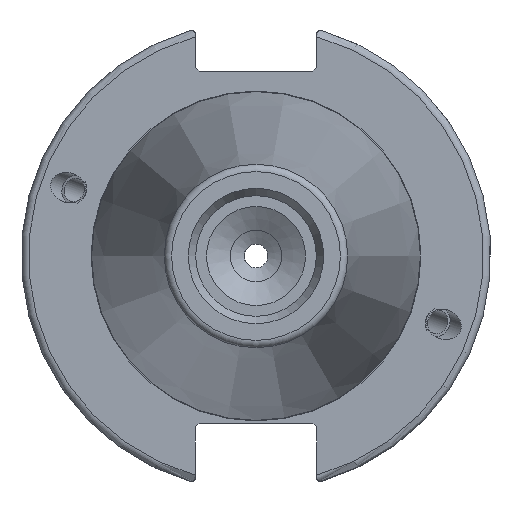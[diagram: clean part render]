
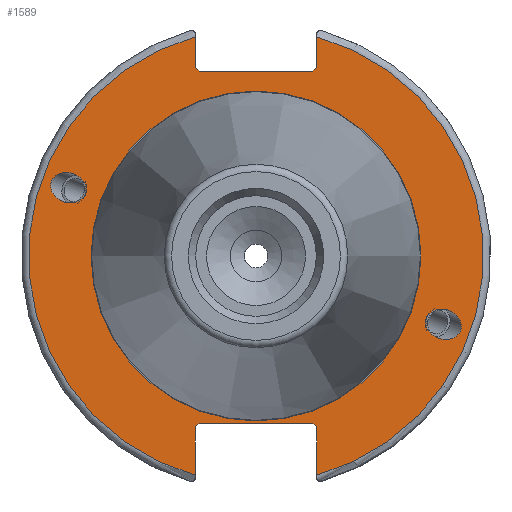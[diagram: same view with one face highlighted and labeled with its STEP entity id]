
A CAD part, left-side view. The second image highlights one B-rep face of the part: STEP entity #1589.
In plain terms, the highlighted planar face has unit normal (-1, 0, 0).
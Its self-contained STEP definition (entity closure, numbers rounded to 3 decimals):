
#39=ELLIPSE('',#1724,2.442,2.);
#48=ELLIPSE('',#1767,2.442,2.);
#149=LINE('',#2894,#243);
#150=LINE('',#2896,#244);
#151=LINE('',#2898,#245);
#152=LINE('',#2900,#246);
#153=LINE('',#2902,#247);
#154=LINE('',#2906,#248);
#155=LINE('',#2908,#249);
#156=LINE('',#2910,#250);
#157=LINE('',#2912,#251);
#158=LINE('',#2913,#252);
#243=VECTOR('',#2128,10.);
#244=VECTOR('',#2129,10.);
#245=VECTOR('',#2130,10.);
#246=VECTOR('',#2131,10.);
#247=VECTOR('',#2132,10.);
#248=VECTOR('',#2135,10.);
#249=VECTOR('',#2136,10.);
#250=VECTOR('',#2137,10.);
#251=VECTOR('',#2138,10.);
#252=VECTOR('',#2139,10.);
#328=FACE_BOUND('',#513,.T.);
#329=FACE_BOUND('',#514,.T.);
#330=FACE_BOUND('',#515,.T.);
#344=PLANE('',#1773);
#413=FACE_OUTER_BOUND('',#512,.T.);
#512=EDGE_LOOP('',(#1296,#1297,#1298,#1299,#1300,#1301,#1302,#1303,#1304,
#1305,#1306,#1307));
#513=EDGE_LOOP('',(#1308));
#514=EDGE_LOOP('',(#1309));
#515=EDGE_LOOP('',(#1310));
#615=CIRCLE('',#1771,22.3);
#617=CIRCLE('',#1774,30.75);
#618=CIRCLE('',#1775,30.75);
#706=VERTEX_POINT('',#2695);
#746=VERTEX_POINT('',#2878);
#749=VERTEX_POINT('',#2885);
#750=VERTEX_POINT('',#2890);
#751=VERTEX_POINT('',#2891);
#752=VERTEX_POINT('',#2893);
#753=VERTEX_POINT('',#2895);
#754=VERTEX_POINT('',#2897);
#755=VERTEX_POINT('',#2899);
#756=VERTEX_POINT('',#2901);
#757=VERTEX_POINT('',#2903);
#758=VERTEX_POINT('',#2905);
#759=VERTEX_POINT('',#2907);
#760=VERTEX_POINT('',#2909);
#761=VERTEX_POINT('',#2911);
#890=EDGE_CURVE('',#706,#706,#39,.T.);
#946=EDGE_CURVE('',#746,#746,#48,.T.);
#949=EDGE_CURVE('',#749,#749,#615,.T.);
#951=EDGE_CURVE('',#750,#751,#617,.T.);
#952=EDGE_CURVE('',#750,#752,#149,.T.);
#953=EDGE_CURVE('',#753,#752,#150,.T.);
#954=EDGE_CURVE('',#753,#754,#151,.T.);
#955=EDGE_CURVE('',#755,#754,#152,.T.);
#956=EDGE_CURVE('',#755,#756,#153,.T.);
#957=EDGE_CURVE('',#757,#756,#618,.T.);
#958=EDGE_CURVE('',#757,#758,#154,.T.);
#959=EDGE_CURVE('',#759,#758,#155,.T.);
#960=EDGE_CURVE('',#759,#760,#156,.T.);
#961=EDGE_CURVE('',#761,#760,#157,.T.);
#962=EDGE_CURVE('',#761,#751,#158,.T.);
#1296=ORIENTED_EDGE('',*,*,#951,.F.);
#1297=ORIENTED_EDGE('',*,*,#952,.T.);
#1298=ORIENTED_EDGE('',*,*,#953,.F.);
#1299=ORIENTED_EDGE('',*,*,#954,.T.);
#1300=ORIENTED_EDGE('',*,*,#955,.F.);
#1301=ORIENTED_EDGE('',*,*,#956,.T.);
#1302=ORIENTED_EDGE('',*,*,#957,.F.);
#1303=ORIENTED_EDGE('',*,*,#958,.T.);
#1304=ORIENTED_EDGE('',*,*,#959,.F.);
#1305=ORIENTED_EDGE('',*,*,#960,.T.);
#1306=ORIENTED_EDGE('',*,*,#961,.F.);
#1307=ORIENTED_EDGE('',*,*,#962,.T.);
#1308=ORIENTED_EDGE('',*,*,#890,.T.);
#1309=ORIENTED_EDGE('',*,*,#946,.T.);
#1310=ORIENTED_EDGE('',*,*,#949,.F.);
#1589=ADVANCED_FACE('',(#413,#328,#329,#330),#344,.T.);
#1724=AXIS2_PLACEMENT_3D('',#2697,#2009,#2010);
#1767=AXIS2_PLACEMENT_3D('',#2880,#2112,#2113);
#1771=AXIS2_PLACEMENT_3D('',#2887,#2120,#2121);
#1773=AXIS2_PLACEMENT_3D('',#2889,#2124,#2125);
#1774=AXIS2_PLACEMENT_3D('',#2892,#2126,#2127);
#1775=AXIS2_PLACEMENT_3D('',#2904,#2133,#2134);
#2009=DIRECTION('center_axis',(1.,0.,0.));
#2010=DIRECTION('ref_axis',(0.,-0.94,-0.342));
#2112=DIRECTION('center_axis',(1.,0.,0.));
#2113=DIRECTION('ref_axis',(0.,0.94,0.342));
#2120=DIRECTION('center_axis',(-1.,0.,0.));
#2121=DIRECTION('ref_axis',(0.,-1.,0.));
#2124=DIRECTION('center_axis',(-1.,0.,0.));
#2125=DIRECTION('ref_axis',(0.,0.,1.));
#2126=DIRECTION('center_axis',(1.,0.,0.));
#2127=DIRECTION('ref_axis',(0.,-1.,0.));
#2128=DIRECTION('',(0.,0.,-1.));
#2129=DIRECTION('',(0.,-0.707,0.707));
#2130=DIRECTION('',(0.,1.,0.));
#2131=DIRECTION('',(0.,-0.707,-0.707));
#2132=DIRECTION('',(0.,0.,1.));
#2133=DIRECTION('center_axis',(1.,0.,0.));
#2134=DIRECTION('ref_axis',(0.,1.,0.));
#2135=DIRECTION('',(0.,0.,1.));
#2136=DIRECTION('',(0.,0.707,-0.707));
#2137=DIRECTION('',(0.,-1.,0.));
#2138=DIRECTION('',(0.,0.707,0.707));
#2139=DIRECTION('',(0.,0.,-1.));
#2695=CARTESIAN_POINT('',(3.175,-23.077,-8.399));
#2697=CARTESIAN_POINT('Origin',(3.175,-25.372,-9.235));
#2878=CARTESIAN_POINT('',(3.175,23.077,8.399));
#2880=CARTESIAN_POINT('Origin',(3.175,25.372,9.235));
#2885=CARTESIAN_POINT('',(3.175,0.,22.3));
#2887=CARTESIAN_POINT('Origin',(3.175,0.,0.));
#2889=CARTESIAN_POINT('Origin',(3.175,31.75,0.));
#2890=CARTESIAN_POINT('',(3.175,-8.19,29.639));
#2891=CARTESIAN_POINT('',(3.175,-8.19,-29.639));
#2892=CARTESIAN_POINT('Origin',(3.175,0.,0.));
#2893=CARTESIAN_POINT('',(3.175,-8.19,25.5));
#2894=CARTESIAN_POINT('',(3.175,-8.19,12.5));
#2895=CARTESIAN_POINT('',(3.175,-7.69,25.));
#2896=CARTESIAN_POINT('',(3.175,8.295,9.015));
#2897=CARTESIAN_POINT('',(3.175,7.69,25.));
#2898=CARTESIAN_POINT('',(3.175,15.875,25.));
#2899=CARTESIAN_POINT('',(3.175,8.19,25.5));
#2900=CARTESIAN_POINT('',(3.175,7.58,24.89));
#2901=CARTESIAN_POINT('',(3.175,8.19,29.639));
#2902=CARTESIAN_POINT('',(3.175,8.19,12.5));
#2903=CARTESIAN_POINT('',(3.175,8.19,-29.639));
#2904=CARTESIAN_POINT('Origin',(3.175,0.,0.));
#2905=CARTESIAN_POINT('',(3.175,8.19,-23.1));
#2906=CARTESIAN_POINT('',(3.175,8.19,-11.3));
#2907=CARTESIAN_POINT('',(3.175,7.69,-22.6));
#2908=CARTESIAN_POINT('',(3.175,8.18,-23.09));
#2909=CARTESIAN_POINT('',(3.175,-7.69,-22.6));
#2910=CARTESIAN_POINT('',(3.175,15.875,-22.6));
#2911=CARTESIAN_POINT('',(3.175,-8.19,-23.1));
#2912=CARTESIAN_POINT('',(3.175,7.695,-7.215));
#2913=CARTESIAN_POINT('',(3.175,-8.19,-11.3));
